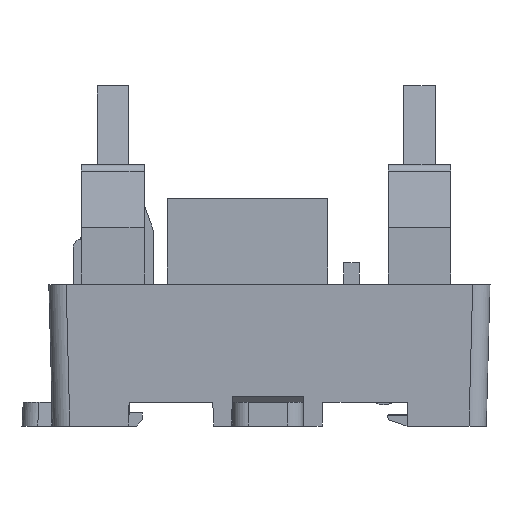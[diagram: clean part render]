
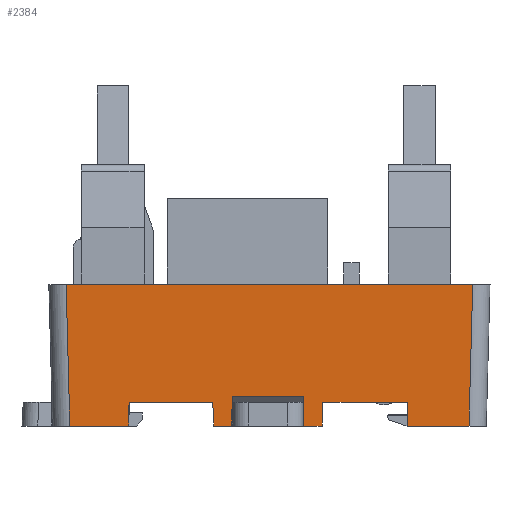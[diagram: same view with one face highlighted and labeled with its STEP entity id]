
A CAD part, left-side view. The second image highlights one B-rep face of the part: STEP entity #2384.
In plain terms, the highlighted planar face has unit normal (-1, 0, -0.026).
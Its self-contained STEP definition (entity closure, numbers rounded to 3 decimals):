
#1571=FACE_OUTER_BOUND('',#4210,.T.);
#2384=ADVANCED_FACE('',(#1571),#3202,.T.);
#3202=PLANE('',#17203);
#4210=EDGE_LOOP('',(#5833,#5834,#5835,#5836,#5837,#5838,#5839,#5840,#5841,
#5842,#5843,#5844,#5845,#5846,#5847,#5848));
#5833=ORIENTED_EDGE('',*,*,#11131,.T.);
#5834=ORIENTED_EDGE('',*,*,#11403,.F.);
#5835=ORIENTED_EDGE('',*,*,#11404,.T.);
#5836=ORIENTED_EDGE('',*,*,#11405,.F.);
#5837=ORIENTED_EDGE('',*,*,#11406,.T.);
#5838=ORIENTED_EDGE('',*,*,#11407,.F.);
#5839=ORIENTED_EDGE('',*,*,#11408,.T.);
#5840=ORIENTED_EDGE('',*,*,#11409,.T.);
#5841=ORIENTED_EDGE('',*,*,#11117,.T.);
#5842=ORIENTED_EDGE('',*,*,#11396,.T.);
#5843=ORIENTED_EDGE('',*,*,#11321,.T.);
#5844=ORIENTED_EDGE('',*,*,#11399,.T.);
#5845=ORIENTED_EDGE('',*,*,#11299,.F.);
#5846=ORIENTED_EDGE('',*,*,#11402,.T.);
#5847=ORIENTED_EDGE('',*,*,#11317,.T.);
#5848=ORIENTED_EDGE('',*,*,#11334,.F.);
#9639=VERTEX_POINT('',#22669);
#9640=VERTEX_POINT('',#22671);
#9653=VERTEX_POINT('',#22697);
#9654=VERTEX_POINT('',#22699);
#9779=VERTEX_POINT('',#23035);
#9780=VERTEX_POINT('',#23036);
#9790=VERTEX_POINT('',#23065);
#9791=VERTEX_POINT('',#23067);
#9794=VERTEX_POINT('',#23074);
#9795=VERTEX_POINT('',#23076);
#9836=VERTEX_POINT('',#23242);
#9837=VERTEX_POINT('',#23244);
#9838=VERTEX_POINT('',#23246);
#9839=VERTEX_POINT('',#23248);
#9840=VERTEX_POINT('',#23250);
#9841=VERTEX_POINT('',#23252);
#11117=EDGE_CURVE('',#9640,#9639,#13281,.T.);
#11131=EDGE_CURVE('',#9654,#9653,#13293,.T.);
#11299=EDGE_CURVE('',#9779,#9780,#13456,.T.);
#11317=EDGE_CURVE('',#9791,#9790,#13470,.T.);
#11321=EDGE_CURVE('',#9795,#9794,#13472,.T.);
#11334=EDGE_CURVE('',#9654,#9790,#13484,.T.);
#11396=EDGE_CURVE('',#9639,#9795,#13542,.T.);
#11399=EDGE_CURVE('',#9794,#9780,#13545,.T.);
#11402=EDGE_CURVE('',#9779,#9791,#13548,.T.);
#11403=EDGE_CURVE('',#9836,#9653,#13549,.T.);
#11404=EDGE_CURVE('',#9836,#9837,#13550,.T.);
#11405=EDGE_CURVE('',#9838,#9837,#13551,.T.);
#11406=EDGE_CURVE('',#9838,#9839,#13552,.T.);
#11407=EDGE_CURVE('',#9840,#9839,#13553,.T.);
#11408=EDGE_CURVE('',#9840,#9841,#13554,.T.);
#11409=EDGE_CURVE('',#9841,#9640,#13555,.T.);
#13281=LINE('',#22670,#15283);
#13293=LINE('',#22698,#15295);
#13456=LINE('',#23034,#15458);
#13470=LINE('',#23066,#15472);
#13472=LINE('',#23075,#15474);
#13484=LINE('',#23100,#15486);
#13542=LINE('',#23227,#15544);
#13545=LINE('',#23232,#15547);
#13548=LINE('',#23239,#15550);
#13549=LINE('',#23241,#15551);
#13550=LINE('',#23243,#15552);
#13551=LINE('',#23245,#15553);
#13552=LINE('',#23247,#15554);
#13553=LINE('',#23249,#15555);
#13554=LINE('',#23251,#15556);
#13555=LINE('',#23253,#15557);
#15283=VECTOR('',#18358,1.);
#15295=VECTOR('',#18374,1.);
#15458=VECTOR('',#18633,1.);
#15472=VECTOR('',#18659,1.);
#15474=VECTOR('',#18667,1.);
#15486=VECTOR('',#18687,1.);
#15544=VECTOR('',#18819,1.);
#15547=VECTOR('',#18826,1.);
#15550=VECTOR('',#18837,1.);
#15551=VECTOR('',#18840,1.);
#15552=VECTOR('',#18841,1.);
#15553=VECTOR('',#18842,1.);
#15554=VECTOR('',#18843,1.);
#15555=VECTOR('',#18844,1.);
#15556=VECTOR('',#18845,1.);
#15557=VECTOR('',#18846,1.);
#17203=AXIS2_PLACEMENT_3D('',#23254,#18847,#18848);
#18358=DIRECTION('',(0.,-1.,0.));
#18374=DIRECTION('',(0.,-1.,0.));
#18633=DIRECTION('',(0.,-1.,0.));
#18659=DIRECTION('',(0.,-1.,0.));
#18667=DIRECTION('',(0.,-1.,0.));
#18687=DIRECTION('',(0.026,0.017,-1.));
#18819=DIRECTION('',(0.026,-0.017,-1.));
#18826=DIRECTION('',(-0.026,-0.026,0.999));
#18837=DIRECTION('',(0.026,-0.026,-0.999));
#18840=DIRECTION('',(-0.026,0.035,0.999));
#18841=DIRECTION('',(0.,-1.,0.));
#18842=DIRECTION('',(0.026,0.009,-1.));
#18843=DIRECTION('',(0.,-1.,0.));
#18844=DIRECTION('',(-0.026,0.009,1.));
#18845=DIRECTION('',(0.,-1.,0.));
#18846=DIRECTION('',(-0.026,-0.035,0.999));
#18847=DIRECTION('',(-1.,0.,-0.026));
#18848=DIRECTION('',(0.026,0.,-1.));
#22669=CARTESIAN_POINT('',(-391.718,256.707,171.75));
#22670=CARTESIAN_POINT('',(-391.718,274.457,171.75));
#22671=CARTESIAN_POINT('',(-391.718,267.457,171.75));
#22697=CARTESIAN_POINT('',(-391.718,281.457,171.75));
#22698=CARTESIAN_POINT('',(-391.718,274.457,171.75));
#22699=CARTESIAN_POINT('',(-391.718,292.107,171.75));
#23034=CARTESIAN_POINT('',(-392.111,273.957,186.75));
#23035=CARTESIAN_POINT('',(-392.111,300.108,186.75));
#23036=CARTESIAN_POINT('',(-392.111,248.406,186.75));
#23065=CARTESIAN_POINT('',(-391.64,292.159,168.75));
#23066=CARTESIAN_POINT('',(-391.64,274.457,168.75));
#23067=CARTESIAN_POINT('',(-391.64,299.636,168.75));
#23074=CARTESIAN_POINT('',(-391.64,248.877,168.75));
#23075=CARTESIAN_POINT('',(-391.64,273.957,168.75));
#23076=CARTESIAN_POINT('',(-391.64,256.655,168.75));
#23100=CARTESIAN_POINT('',(-391.687,292.128,170.546));
#23227=CARTESIAN_POINT('',(-392.119,256.974,187.044));
#23232=CARTESIAN_POINT('',(-392.094,248.423,186.09));
#23239=CARTESIAN_POINT('',(-392.094,300.09,186.09));
#23241=CARTESIAN_POINT('',(-391.687,281.415,170.548));
#23242=CARTESIAN_POINT('',(-391.64,281.352,168.75));
#23243=CARTESIAN_POINT('',(-391.64,274.457,168.75));
#23244=CARTESIAN_POINT('',(-391.64,279.033,168.75));
#23245=CARTESIAN_POINT('',(-392.112,278.876,186.79));
#23246=CARTESIAN_POINT('',(-391.737,279.001,172.476));
#23247=CARTESIAN_POINT('',(-391.737,65.012,172.476));
#23248=CARTESIAN_POINT('',(-391.737,269.913,172.476));
#23249=CARTESIAN_POINT('',(-392.112,270.038,186.782));
#23250=CARTESIAN_POINT('',(-391.64,269.881,168.75));
#23251=CARTESIAN_POINT('',(-391.64,274.457,168.75));
#23252=CARTESIAN_POINT('',(-391.64,267.562,168.75));
#23253=CARTESIAN_POINT('',(-392.105,266.942,186.503));
#23254=CARTESIAN_POINT('',(-392.111,273.957,186.747));
